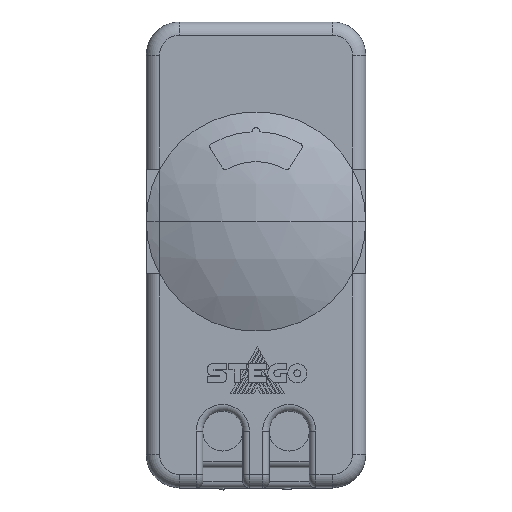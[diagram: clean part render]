
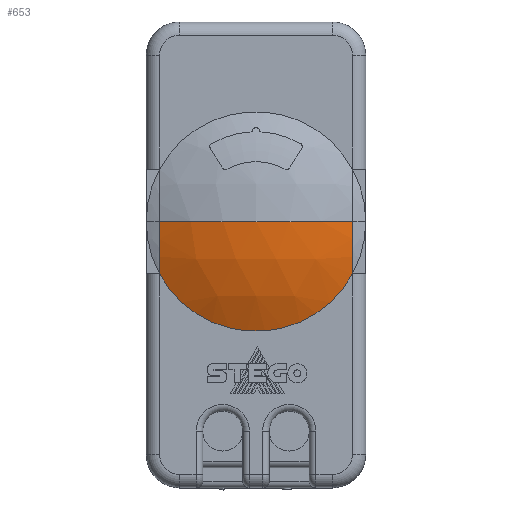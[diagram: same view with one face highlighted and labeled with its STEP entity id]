
A CAD part, top view. The second image highlights one B-rep face of the part: STEP entity #653.
In plain terms, the highlighted spherical face has radius 36.031 mm.
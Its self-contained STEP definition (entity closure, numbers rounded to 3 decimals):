
#76 = EDGE_CURVE ( 'NONE', #19976, #7849, #4218, .T. ) ;
#106 = CARTESIAN_POINT ( 'NONE',  ( 16.5, 5., 38. ) ) ;
#260 = VERTEX_POINT ( 'NONE', #11082 ) ;
#555 = AXIS2_PLACEMENT_3D ( 'NONE', #5765, #21228, #12513 ) ;
#590 = DIRECTION ( 'NONE',  ( 0., 0., -1. ) ) ;
#653 = ADVANCED_FACE ( 'NONE', ( #20273 ), #21152, .T. ) ;
#1387 = DIRECTION ( 'NONE',  ( 0., 1., 0. ) ) ;
#1538 = CARTESIAN_POINT ( 'NONE',  ( 16.5, 5., 1.969 ) ) ;
#1914 = EDGE_CURVE ( 'NONE', #260, #6056, #19618, .T. ) ;
#2307 = DIRECTION ( 'NONE',  ( 0., 1., 0. ) ) ;
#2385 = CARTESIAN_POINT ( 'NONE',  ( 31., 5., 1.969 ) ) ;
#2514 = CIRCLE ( 'NONE', #555, 32.985 ) ;
#2961 = EDGE_CURVE ( 'NONE', #15611, #19976, #10940, .T. ) ;
#2962 = DIRECTION ( 'NONE',  ( 1., 0., 0. ) ) ;
#3900 = EDGE_CURVE ( 'NONE', #7849, #6056, #18326, .T. ) ;
#4218 = CIRCLE ( 'NONE', #7985, 32.985 ) ;
#5756 = ORIENTED_EDGE ( 'NONE', *, *, #3900, .T. ) ;
#5765 = CARTESIAN_POINT ( 'NONE',  ( 2., 5., 1.969 ) ) ;
#6056 = VERTEX_POINT ( 'NONE', #106 ) ;
#7058 = DIRECTION ( 'NONE',  ( -1., 0., 0. ) ) ;
#7849 = VERTEX_POINT ( 'NONE', #7953 ) ;
#7953 = CARTESIAN_POINT ( 'NONE',  ( 31., 5., 34.954 ) ) ;
#7985 = AXIS2_PLACEMENT_3D ( 'NONE', #2385, #7058, #2307 ) ;
#8639 = AXIS2_PLACEMENT_3D ( 'NONE', #13936, #17465, #2962 ) ;
#10048 = ORIENTED_EDGE ( 'NONE', *, *, #2961, .T. ) ;
#10289 = CARTESIAN_POINT ( 'NONE',  ( 2., -2.874, 34. ) ) ;
#10550 = AXIS2_PLACEMENT_3D ( 'NONE', #1538, #1387, #21940 ) ;
#10677 = EDGE_CURVE ( 'NONE', #260, #15611, #2514, .T. ) ;
#10750 = DIRECTION ( 'NONE',  ( 0., -1., 0. ) ) ;
#10940 = CIRCLE ( 'NONE', #8639, 16.5 ) ;
#11082 = CARTESIAN_POINT ( 'NONE',  ( 2., 5., 34.954 ) ) ;
#12513 = DIRECTION ( 'NONE',  ( 0., -1., 0. ) ) ;
#13048 = AXIS2_PLACEMENT_3D ( 'NONE', #20945, #10750, #590 ) ;
#13936 = CARTESIAN_POINT ( 'NONE',  ( 16.5, 5., 34. ) ) ;
#14689 = DIRECTION ( 'NONE',  ( -1., 0., 0. ) ) ;
#15611 = VERTEX_POINT ( 'NONE', #10289 ) ;
#15892 = ORIENTED_EDGE ( 'NONE', *, *, #1914, .F. ) ;
#16202 = ORIENTED_EDGE ( 'NONE', *, *, #76, .T. ) ;
#16265 = ORIENTED_EDGE ( 'NONE', *, *, #10677, .T. ) ;
#17465 = DIRECTION ( 'NONE',  ( 0., 0., 1. ) ) ;
#18292 = CARTESIAN_POINT ( 'NONE',  ( 16.5, 5., 1.969 ) ) ;
#18326 = CIRCLE ( 'NONE', #13048, 36.031 ) ;
#18978 = EDGE_LOOP ( 'NONE', ( #15892, #16265, #10048, #16202, #5756 ) ) ;
#19618 = CIRCLE ( 'NONE', #20275, 36.031 ) ;
#19976 = VERTEX_POINT ( 'NONE', #21917 ) ;
#20273 = FACE_OUTER_BOUND ( 'NONE', #18978, .T. ) ;
#20275 = AXIS2_PLACEMENT_3D ( 'NONE', #18292, #21707, #14689 ) ;
#20945 = CARTESIAN_POINT ( 'NONE',  ( 16.5, 5., 1.969 ) ) ;
#21152 = SPHERICAL_SURFACE ( 'NONE', #10550, 36.031 ) ;
#21228 = DIRECTION ( 'NONE',  ( 1., 0., 0. ) ) ;
#21707 = DIRECTION ( 'NONE',  ( 0., 1., 0. ) ) ;
#21917 = CARTESIAN_POINT ( 'NONE',  ( 31., -2.874, 34. ) ) ;
#21940 = DIRECTION ( 'NONE',  ( 1., 0., 0. ) ) ;
